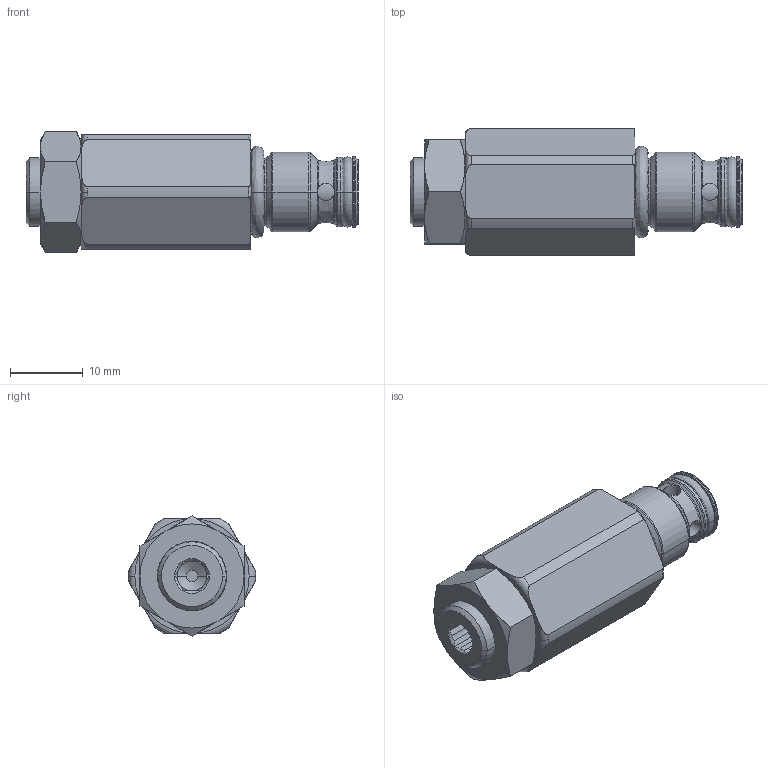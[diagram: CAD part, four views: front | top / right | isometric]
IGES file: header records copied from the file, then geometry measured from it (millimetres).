
Start section:  PTC IGES file: ilc70443712.igs
Global section: file name: ilc70443712.igs; native system: Creo Parametric by Parametric Technology Corporation; preprocessor: 2013320; author: act; organization: Unknown; date: 20180907.104206; units: inch
Bounding box: 45.58 x 17.48 x 16.5 mm (x, y, z)
Surface area: 3126.1 mm2 (no closed solid volume)
Topology: 0 solids, 0 shells, 214 faces, 1532 edges, 1942 vertices
Faces by surface type: revolution 167, bspline 47
